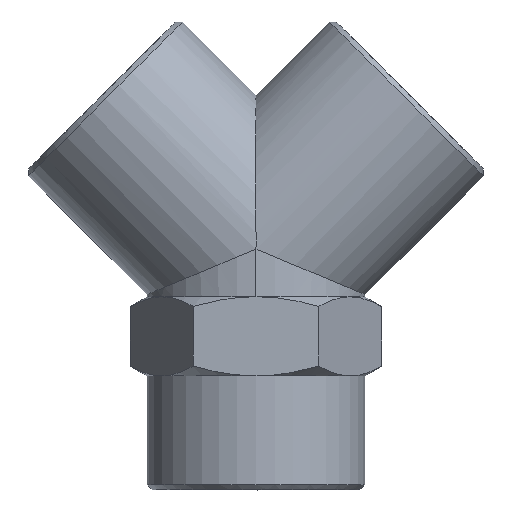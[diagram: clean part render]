
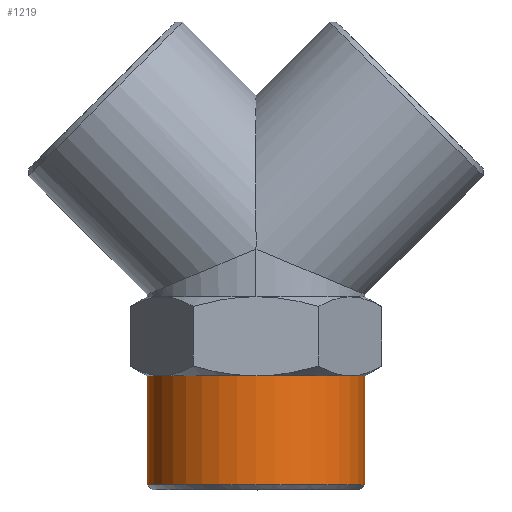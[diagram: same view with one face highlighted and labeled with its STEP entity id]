
A CAD part, top view. The second image highlights one B-rep face of the part: STEP entity #1219.
In plain terms, the highlighted cylindrical face has radius 11 mm (diameter 22 mm), a partial arc.
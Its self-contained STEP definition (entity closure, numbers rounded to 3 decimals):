
#7 = CARTESIAN_POINT ( 'NONE',  ( -228.14, -14.849, -25. ) ) ;
#13 = VERTEX_POINT ( 'NONE', #471 ) ;
#110 = DIRECTION ( 'NONE',  ( 0., 1., 0. ) ) ;
#179 = EDGE_CURVE ( 'NONE', #1800, #13, #2166, .T. ) ;
#185 = DIRECTION ( 'NONE',  ( -1., 0., 0. ) ) ;
#205 = CIRCLE ( 'NONE', #1463, 11. ) ;
#255 = DIRECTION ( 'NONE',  ( -1., 0., 0. ) ) ;
#268 = EDGE_CURVE ( 'NONE', #1638, #2143, #853, .T. ) ;
#272 = AXIS2_PLACEMENT_3D ( 'NONE', #2065, #947, #1383 ) ;
#461 = DIRECTION ( 'NONE',  ( 0., 1., 0. ) ) ;
#462 = ORIENTED_EDGE ( 'NONE', *, *, #1755, .F. ) ;
#471 = CARTESIAN_POINT ( 'NONE',  ( -206.14, -25.849, -25. ) ) ;
#480 = EDGE_LOOP ( 'NONE', ( #1942, #1011, #2223, #649, #462, #2108, #2956 ) ) ;
#522 = CARTESIAN_POINT ( 'NONE',  ( -217.14, -25.849, -25. ) ) ;
#649 = ORIENTED_EDGE ( 'NONE', *, *, #2601, .F. ) ;
#692 = FACE_OUTER_BOUND ( 'NONE', #480, .T. ) ;
#764 = DIRECTION ( 'NONE',  ( 0., -1., 0. ) ) ;
#853 = CIRCLE ( 'NONE', #2496, 11. ) ;
#858 = DIRECTION ( 'NONE',  ( 0., -1., 0. ) ) ;
#947 = DIRECTION ( 'NONE',  ( 0., 1., 0. ) ) ;
#960 = DIRECTION ( 'NONE',  ( 1., 0., 0. ) ) ;
#1011 = ORIENTED_EDGE ( 'NONE', *, *, #2542, .T. ) ;
#1150 = CIRCLE ( 'NONE', #272, 11. ) ;
#1202 = DIRECTION ( 'NONE',  ( -1., 0., 0. ) ) ;
#1219 = ADVANCED_FACE ( 'NONE', ( #692 ), #2360, .T. ) ;
#1235 = DIRECTION ( 'NONE',  ( 0., -1., 0. ) ) ;
#1300 = VERTEX_POINT ( 'NONE', #2678 ) ;
#1301 = CARTESIAN_POINT ( 'NONE',  ( -207.614, -14.849, -19.5 ) ) ;
#1383 = DIRECTION ( 'NONE',  ( -1., 0., 0. ) ) ;
#1437 = CARTESIAN_POINT ( 'NONE',  ( -217.14, -14.849, -25. ) ) ;
#1463 = AXIS2_PLACEMENT_3D ( 'NONE', #1806, #461, #255 ) ;
#1501 = VECTOR ( 'NONE', #764, 1000. ) ;
#1521 = VERTEX_POINT ( 'NONE', #2804 ) ;
#1528 = CARTESIAN_POINT ( 'NONE',  ( -217.14, -14.849, -25. ) ) ;
#1546 = DIRECTION ( 'NONE',  ( 0., 1., 0. ) ) ;
#1583 = VERTEX_POINT ( 'NONE', #1301 ) ;
#1638 = VERTEX_POINT ( 'NONE', #7 ) ;
#1755 = EDGE_CURVE ( 'NONE', #1583, #1300, #2286, .T. ) ;
#1800 = VERTEX_POINT ( 'NONE', #2261 ) ;
#1804 = AXIS2_PLACEMENT_3D ( 'NONE', #1985, #858, #2644 ) ;
#1806 = CARTESIAN_POINT ( 'NONE',  ( -217.14, -14.849, -25. ) ) ;
#1859 = CARTESIAN_POINT ( 'NONE',  ( -228.14, -14.849, -25. ) ) ;
#1897 = VECTOR ( 'NONE', #1235, 1000. ) ;
#1942 = ORIENTED_EDGE ( 'NONE', *, *, #268, .F. ) ;
#1985 = CARTESIAN_POINT ( 'NONE',  ( -217.14, -14.849, -25. ) ) ;
#2065 = CARTESIAN_POINT ( 'NONE',  ( -217.14, -14.849, -25. ) ) ;
#2079 = DIRECTION ( 'NONE',  ( 0., 1., 0. ) ) ;
#2108 = ORIENTED_EDGE ( 'NONE', *, *, #2950, .F. ) ;
#2115 = AXIS2_PLACEMENT_3D ( 'NONE', #1528, #1546, #185 ) ;
#2143 = VERTEX_POINT ( 'NONE', #2418 ) ;
#2166 = CIRCLE ( 'NONE', #2757, 11. ) ;
#2223 = ORIENTED_EDGE ( 'NONE', *, *, #179, .T. ) ;
#2261 = CARTESIAN_POINT ( 'NONE',  ( -228.14, -25.849, -25. ) ) ;
#2286 = CIRCLE ( 'NONE', #2115, 11. ) ;
#2360 = CYLINDRICAL_SURFACE ( 'NONE', #1804, 11. ) ;
#2418 = CARTESIAN_POINT ( 'NONE',  ( -226.666, -14.849, -19.5 ) ) ;
#2479 = EDGE_CURVE ( 'NONE', #2143, #1521, #205, .T. ) ;
#2496 = AXIS2_PLACEMENT_3D ( 'NONE', #1437, #110, #1202 ) ;
#2542 = EDGE_CURVE ( 'NONE', #1638, #1800, #2548, .T. ) ;
#2548 = LINE ( 'NONE', #1859, #1501 ) ;
#2582 = CARTESIAN_POINT ( 'NONE',  ( -206.14, -14.849, -25. ) ) ;
#2601 = EDGE_CURVE ( 'NONE', #1300, #13, #2654, .T. ) ;
#2644 = DIRECTION ( 'NONE',  ( 1., 0., 0. ) ) ;
#2654 = LINE ( 'NONE', #2582, #1897 ) ;
#2678 = CARTESIAN_POINT ( 'NONE',  ( -206.14, -14.849, -25. ) ) ;
#2757 = AXIS2_PLACEMENT_3D ( 'NONE', #522, #2079, #960 ) ;
#2804 = CARTESIAN_POINT ( 'NONE',  ( -217.14, -14.849, -14. ) ) ;
#2950 = EDGE_CURVE ( 'NONE', #1521, #1583, #1150, .T. ) ;
#2956 = ORIENTED_EDGE ( 'NONE', *, *, #2479, .F. ) ;
